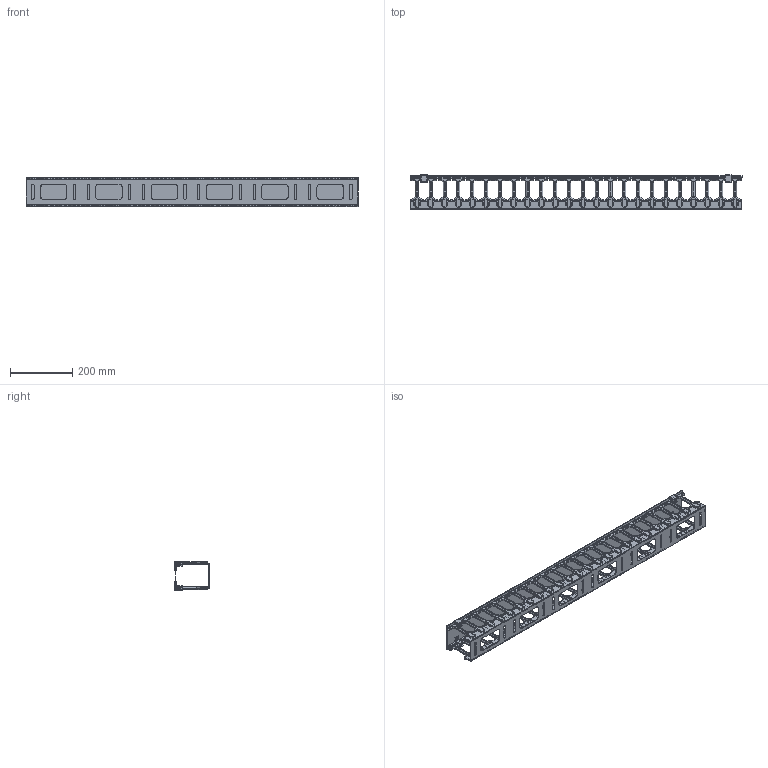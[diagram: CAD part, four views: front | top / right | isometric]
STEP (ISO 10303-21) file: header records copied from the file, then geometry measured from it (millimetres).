
FILE_DESCRIPTION (( 'STEP AP214' ), '1' );
FILE_NAME ('LC23INVC24U_3D.step', '2024-04-04T23:18:47', ( '' ), ( '' ), 'SwSTEP 2.0', 'SolidWorks 2022', '' );
FILE_SCHEMA (( 'AUTOMOTIVE_DESIGN' ));
Length unit declared in the file: millimetre
Products named in the file (5): 10.10.020209.0244_24U^LC23INVC24U;  1.06.02.106021018^LC23INVC24U; 10.10.020209.0234^LC23INVC24U; 1.06.06.106060084^LC23INVC24U; LC23INVC24U_3D
Assembly tree (30 placements, depth 2):
  LC23INVC24U_3D
    10.10.020209.0234^LC23INVC24U
    10.10.020209.0244_24U^LC23INVC24U
    1.06.06.106060084^LC23INVC24U  x4
     1.06.02.106021018^LC23INVC24U  x24
Bounding box: 1067.2 x 111 x 96.35 mm (x, y, z)
Volume: 910351.9 mm3; surface area: 953360.6 mm2
Topology: 30 solids, 30 shells, 6320 faces, 16100 edges, 9876 vertices
Faces by surface type: plane 3024, cylinder 2640, torus 512, sphere 96, cone 24, bspline 24
Entity records: 26190 total; most frequent: CARTESIAN_POINT 5636, ORIENTED_EDGE 4282, DIRECTION 4048, EDGE_CURVE 2141, VECTOR 1596, LINE 1596, VERTEX_POINT 1342, AXIS2_PLACEMENT_3D 1226
